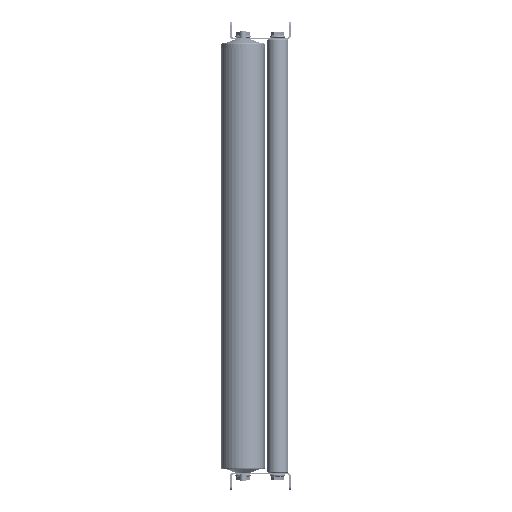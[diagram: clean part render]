
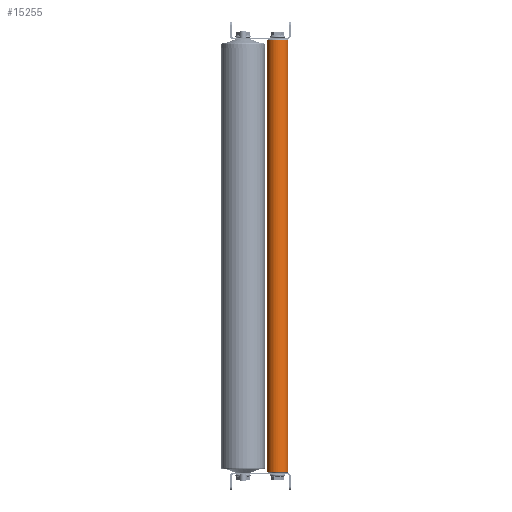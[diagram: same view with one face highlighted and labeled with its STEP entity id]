
A CAD part, left-side view. The second image highlights one B-rep face of the part: STEP entity #15255.
In plain terms, the highlighted cylindrical face has radius 12.5 mm (diameter 25 mm), a partial arc.
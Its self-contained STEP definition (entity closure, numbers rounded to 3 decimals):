
#17 = DIRECTION ( 'NONE',  ( -1., 0., 0. ) ) ;
#237 = VERTEX_POINT ( 'NONE', #3669 ) ;
#260 = DIRECTION ( 'NONE',  ( 0., 0., -1. ) ) ;
#3669 = CARTESIAN_POINT ( 'NONE',  ( 1., 0., 12.5 ) ) ;
#4342 = EDGE_LOOP ( 'NONE', ( #13057, #9207, #26127, #39199 ) ) ;
#6409 = DIRECTION ( 'NONE',  ( -1., 0., 0. ) ) ;
#7113 = CARTESIAN_POINT ( 'NONE',  ( 499., 0., 12.5 ) ) ;
#8379 = LINE ( 'NONE', #8785, #11779 ) ;
#8785 = CARTESIAN_POINT ( 'NONE',  ( 500., 0., 12.5 ) ) ;
#9207 = ORIENTED_EDGE ( 'NONE', *, *, #33029, .T. ) ;
#11779 = VECTOR ( 'NONE', #20929, 1000. ) ;
#12200 = VERTEX_POINT ( 'NONE', #7113 ) ;
#13057 = ORIENTED_EDGE ( 'NONE', *, *, #14975, .T. ) ;
#13900 = VERTEX_POINT ( 'NONE', #18846 ) ;
#14975 = EDGE_CURVE ( 'NONE', #12200, #13900, #31058, .T. ) ;
#15255 = ADVANCED_FACE ( 'NONE', ( #38244 ), #31593, .T. ) ;
#15272 = VECTOR ( 'NONE', #17, 1000. ) ;
#15917 = AXIS2_PLACEMENT_3D ( 'NONE', #28585, #19301, #260 ) ;
#17798 = CARTESIAN_POINT ( 'NONE',  ( 1., 0., -12.5 ) ) ;
#18260 = CARTESIAN_POINT ( 'NONE',  ( 500., 0., -12.5 ) ) ;
#18846 = CARTESIAN_POINT ( 'NONE',  ( 499., 0., -12.5 ) ) ;
#19301 = DIRECTION ( 'NONE',  ( -1., 0., 0. ) ) ;
#19835 = DIRECTION ( 'NONE',  ( 0., 0., -1. ) ) ;
#19861 = EDGE_CURVE ( 'NONE', #12200, #237, #8379, .T. ) ;
#20929 = DIRECTION ( 'NONE',  ( -1., 0., 0. ) ) ;
#22703 = DIRECTION ( 'NONE',  ( 0., 0., 1. ) ) ;
#23343 = CARTESIAN_POINT ( 'NONE',  ( 1., 0., 0. ) ) ;
#26127 = ORIENTED_EDGE ( 'NONE', *, *, #27825, .T. ) ;
#27262 = CIRCLE ( 'NONE', #39858, 12.5 ) ;
#27825 = EDGE_CURVE ( 'NONE', #31035, #237, #27262, .T. ) ;
#28137 = LINE ( 'NONE', #18260, #15272 ) ;
#28585 = CARTESIAN_POINT ( 'NONE',  ( 499., 0., 0. ) ) ;
#31035 = VERTEX_POINT ( 'NONE', #17798 ) ;
#31058 = CIRCLE ( 'NONE', #15917, 12.5 ) ;
#31593 = CYLINDRICAL_SURFACE ( 'NONE', #33082, 12.5 ) ;
#33029 = EDGE_CURVE ( 'NONE', #13900, #31035, #28137, .T. ) ;
#33082 = AXIS2_PLACEMENT_3D ( 'NONE', #34719, #6409, #22703 ) ;
#34719 = CARTESIAN_POINT ( 'NONE',  ( 500., 0., 0. ) ) ;
#35975 = DIRECTION ( 'NONE',  ( 1., 0., 0. ) ) ;
#38244 = FACE_OUTER_BOUND ( 'NONE', #4342, .T. ) ;
#39199 = ORIENTED_EDGE ( 'NONE', *, *, #19861, .F. ) ;
#39858 = AXIS2_PLACEMENT_3D ( 'NONE', #23343, #35975, #19835 ) ;
